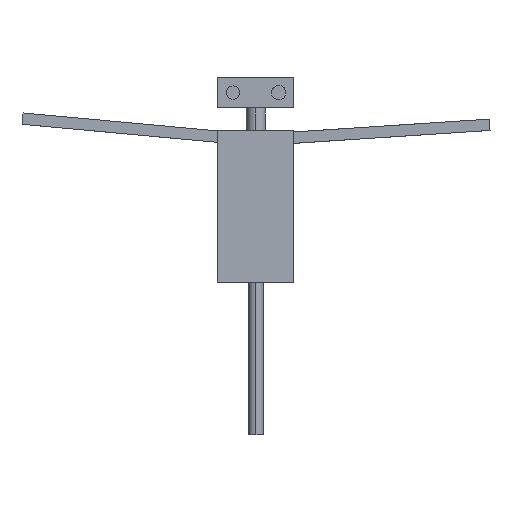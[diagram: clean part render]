
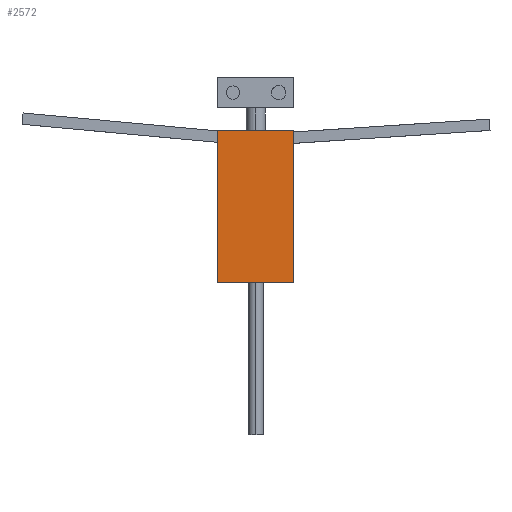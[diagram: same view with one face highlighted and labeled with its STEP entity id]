
A CAD part, top view. The second image highlights one B-rep face of the part: STEP entity #2572.
In plain terms, the highlighted planar face has unit normal (0, 0, 1).
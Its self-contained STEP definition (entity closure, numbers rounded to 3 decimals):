
#123 = LINE ( 'NONE', #2551, #2145 ) ;
#379 = VERTEX_POINT ( 'NONE', #923 ) ;
#381 = EDGE_CURVE ( 'NONE', #1472, #1749, #123, .T. ) ;
#399 = VECTOR ( 'NONE', #1285, 1000. ) ;
#452 = EDGE_CURVE ( 'NONE', #2006, #1472, #1567, .T. ) ;
#486 = DIRECTION ( 'NONE',  ( 1., 0., 0. ) ) ;
#504 = ORIENTED_EDGE ( 'NONE', *, *, #381, .T. ) ;
#527 = EDGE_LOOP ( 'NONE', ( #2351, #504, #1985, #706 ) ) ;
#587 = LINE ( 'NONE', #2172, #889 ) ;
#706 = ORIENTED_EDGE ( 'NONE', *, *, #1325, .T. ) ;
#772 = DIRECTION ( 'NONE',  ( -1., 0., 0. ) ) ;
#889 = VECTOR ( 'NONE', #1332, 1000. ) ;
#905 = AXIS2_PLACEMENT_3D ( 'NONE', #1491, #1687, #486 ) ;
#923 = CARTESIAN_POINT ( 'NONE',  ( -100., -200., 100. ) ) ;
#1285 = DIRECTION ( 'NONE',  ( 0., -1., 0. ) ) ;
#1315 = LINE ( 'NONE', #1876, #399 ) ;
#1325 = EDGE_CURVE ( 'NONE', #379, #2006, #587, .T. ) ;
#1332 = DIRECTION ( 'NONE',  ( 1., 0., 0. ) ) ;
#1377 = DIRECTION ( 'NONE',  ( 0., 1., 0. ) ) ;
#1394 = CARTESIAN_POINT ( 'NONE',  ( 100., 200., 100. ) ) ;
#1450 = FACE_OUTER_BOUND ( 'NONE', #527, .T. ) ;
#1472 = VERTEX_POINT ( 'NONE', #1394 ) ;
#1491 = CARTESIAN_POINT ( 'NONE',  ( 0., 0., 100. ) ) ;
#1567 = LINE ( 'NONE', #2372, #1626 ) ;
#1626 = VECTOR ( 'NONE', #1377, 1000. ) ;
#1687 = DIRECTION ( 'NONE',  ( 0., 0., 1. ) ) ;
#1749 = VERTEX_POINT ( 'NONE', #1761 ) ;
#1761 = CARTESIAN_POINT ( 'NONE',  ( -100., 200., 100. ) ) ;
#1876 = CARTESIAN_POINT ( 'NONE',  ( -100., 200., 100. ) ) ;
#1985 = ORIENTED_EDGE ( 'NONE', *, *, #2028, .T. ) ;
#2006 = VERTEX_POINT ( 'NONE', #2496 ) ;
#2028 = EDGE_CURVE ( 'NONE', #1749, #379, #1315, .T. ) ;
#2085 = PLANE ( 'NONE',  #905 ) ;
#2145 = VECTOR ( 'NONE', #772, 1000. ) ;
#2172 = CARTESIAN_POINT ( 'NONE',  ( -100., -200., 100. ) ) ;
#2351 = ORIENTED_EDGE ( 'NONE', *, *, #452, .T. ) ;
#2372 = CARTESIAN_POINT ( 'NONE',  ( 100., 200., 100. ) ) ;
#2496 = CARTESIAN_POINT ( 'NONE',  ( 100., -200., 100. ) ) ;
#2551 = CARTESIAN_POINT ( 'NONE',  ( -100., 200., 100. ) ) ;
#2572 = ADVANCED_FACE ( 'NONE', ( #1450 ), #2085, .T. ) ;
